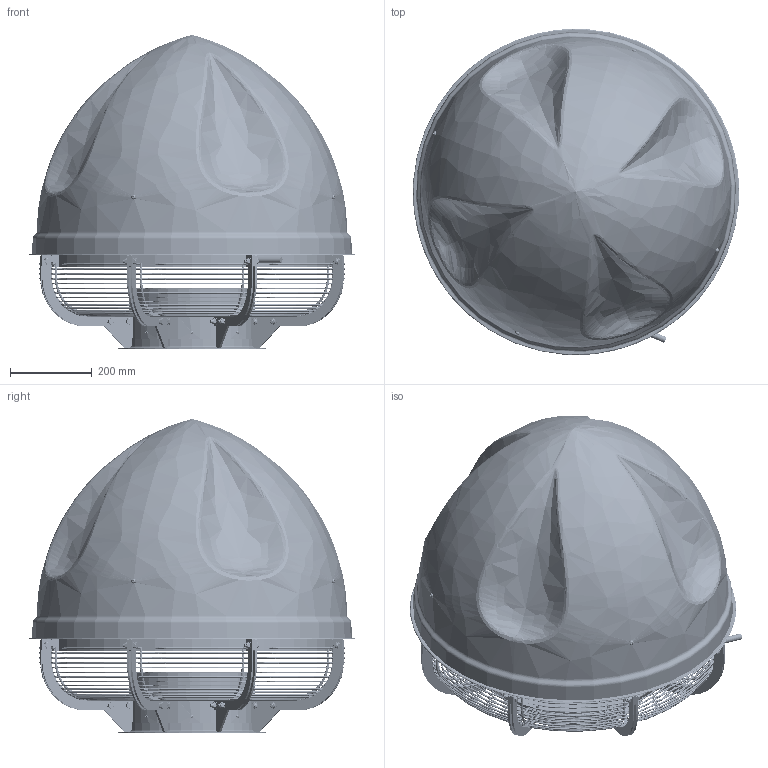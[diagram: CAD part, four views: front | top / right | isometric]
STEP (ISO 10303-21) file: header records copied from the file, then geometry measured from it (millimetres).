
FILE_DESCRIPTION(/* description */ ('813W38; 813W39 SMART-315/1500; 1000-SN','CAx-IF Rec.Pracs.---Representation and Presentation of Product Manufacturing Information (PMI)---4.0---2014-10-13'),/* implementation_level */ '2;1');
FILE_NAME(/* name */ '813W38; 813W39 SMART-315_1500; 1000-SN\813W38; 813W39 SMART-315_1500; 1000-SN.stp',/* time_stamp */ '2022-05-12T08:45:50+02:00',/* author */ ('b.kitowicz'),/* organization */ ('KLIMAWENT S.A.'),/* preprocessor_version */ 'ST-DEVELOPER v18.1',/* originating_system */ 'Autodesk Inventor 2021',/* authorisation */ '');
FILE_SCHEMA (('AP242_MANAGED_MODEL_BASED_3D_ENGINEERING_MIM_LF { 1 0 10303 442 1 1 4 }'));
Length unit declared in the file: millimetre
Bounding box: 799.24 x 799.24 x 769.78 mm (x, y, z)
Volume: 8801371 mm3; surface area: 5636182 mm2
Topology: 22 solids, 22 shells, 3865 faces, 10603 edges, 6905 vertices
Faces by surface type: plane 2408, cylinder 695, cone 559, torus 145, bspline 50, sphere 8
Full cylindrical faces by diameter (mm): 3 x18, 3.5 x16, 5 x5, 5.8 x4, 6 x40, 6.4 x4, 7 x3, 8 x57, 8.4 x16, 8.5 x8, 9 x16, 9.2 x4, 10 x16, 10.5 x4, 11.63 x80, 12 x7, 12.2 x4, 14.63 x4, 15 x5, 16 x64, 17.9 x1, 18.2 x1, 19.2 x2, 23 x1, 24 x3, 25 x5, 30 x1, 42 x1, 47 x1, 52 x2
Entity records: 151290 total; most frequent: CARTESIAN_POINT 49676, ORIENTED_EDGE 21384, DIRECTION 19192, EDGE_CURVE 10692, VERTEX_POINT 7042, AXIS2_PLACEMENT_3D 6826, LINE 5540, VECTOR 5540
